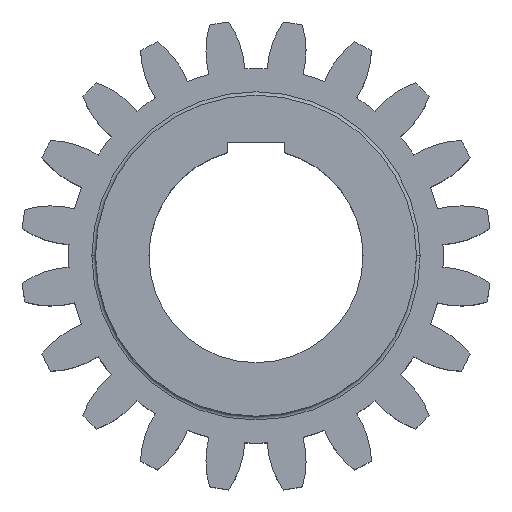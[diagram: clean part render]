
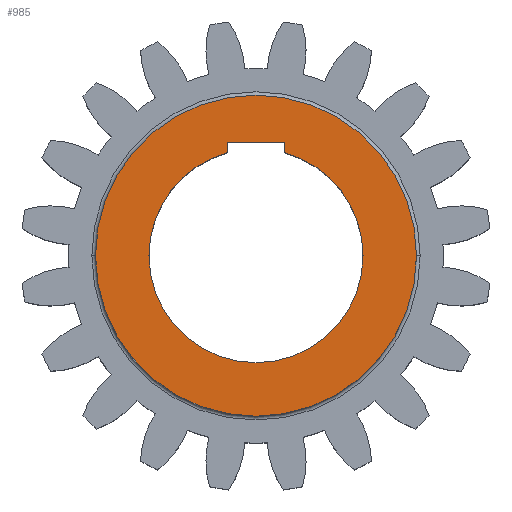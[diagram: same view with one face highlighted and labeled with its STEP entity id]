
A CAD part, top view. The second image highlights one B-rep face of the part: STEP entity #985.
In plain terms, the highlighted planar face has unit normal (0, 0, 1).
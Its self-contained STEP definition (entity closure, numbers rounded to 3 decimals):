
#18 = EDGE_CURVE ( 'NONE', #993, #3348, #1164, .T. ) ;
#54 = LINE ( 'NONE', #973, #1395 ) ;
#55 = FACE_OUTER_BOUND ( 'NONE', #1366, .T. ) ;
#134 = DIRECTION ( 'NONE',  ( 0., 0., -1. ) ) ;
#150 = LINE ( 'NONE', #1241, #662 ) ;
#174 = VECTOR ( 'NONE', #1004, 1000. ) ;
#191 = DIRECTION ( 'NONE',  ( -1., 0., 0. ) ) ;
#193 = EDGE_CURVE ( 'NONE', #3348, #226, #3287, .T. ) ;
#219 = CARTESIAN_POINT ( 'NONE',  ( -16., 63.7, 140. ) ) ;
#226 = VERTEX_POINT ( 'NONE', #1165 ) ;
#229 = ORIENTED_EDGE ( 'NONE', *, *, #3209, .T. ) ;
#248 = CARTESIAN_POINT ( 'NONE',  ( 16., 63.7, 140. ) ) ;
#294 = ORIENTED_EDGE ( 'NONE', *, *, #193, .T. ) ;
#353 = DIRECTION ( 'NONE',  ( -1., 0., 0. ) ) ;
#441 = LINE ( 'NONE', #219, #174 ) ;
#498 = AXIS2_PLACEMENT_3D ( 'NONE', #2920, #2422, #353 ) ;
#554 = CIRCLE ( 'NONE', #1738, 90. ) ;
#564 = DIRECTION ( 'NONE',  ( 0., 0., -1. ) ) ;
#574 = EDGE_CURVE ( 'NONE', #1430, #3087, #554, .T. ) ;
#662 = VECTOR ( 'NONE', #2004, 1000. ) ;
#757 = EDGE_LOOP ( 'NONE', ( #2468, #899, #294, #3095, #2355, #229 ) ) ;
#808 = CARTESIAN_POINT ( 'NONE',  ( 0., 90., 140. ) ) ;
#825 = CARTESIAN_POINT ( 'NONE',  ( 16., 57.827, 140. ) ) ;
#838 = DIRECTION ( 'NONE',  ( 0., 0., 1. ) ) ;
#899 = ORIENTED_EDGE ( 'NONE', *, *, #18, .T. ) ;
#973 = CARTESIAN_POINT ( 'NONE',  ( -16., 63.7, 140. ) ) ;
#974 = CARTESIAN_POINT ( 'NONE',  ( -16., 57.827, 140. ) ) ;
#985 = ADVANCED_FACE ( 'NONE', ( #3138, #55 ), #2891, .T. ) ;
#993 = VERTEX_POINT ( 'NONE', #825 ) ;
#1004 = DIRECTION ( 'NONE',  ( 1., 0., 0. ) ) ;
#1090 = CARTESIAN_POINT ( 'NONE',  ( 0., 0., 140. ) ) ;
#1142 = ORIENTED_EDGE ( 'NONE', *, *, #574, .F. ) ;
#1164 = CIRCLE ( 'NONE', #2189, 60. ) ;
#1165 = CARTESIAN_POINT ( 'NONE',  ( -60., 0., 140. ) ) ;
#1241 = CARTESIAN_POINT ( 'NONE',  ( 16., 63.7, 140. ) ) ;
#1255 = AXIS2_PLACEMENT_3D ( 'NONE', #808, #838, #1619 ) ;
#1366 = EDGE_LOOP ( 'NONE', ( #2573, #1142 ) ) ;
#1376 = DIRECTION ( 'NONE',  ( 0., 0., -1. ) ) ;
#1395 = VECTOR ( 'NONE', #1839, 1000. ) ;
#1430 = VERTEX_POINT ( 'NONE', #3185 ) ;
#1473 = CARTESIAN_POINT ( 'NONE',  ( 60., 0., 140. ) ) ;
#1525 = CARTESIAN_POINT ( 'NONE',  ( -16., 63.7, 140. ) ) ;
#1619 = DIRECTION ( 'NONE',  ( 1., 0., 0. ) ) ;
#1666 = EDGE_CURVE ( 'NONE', #2765, #2275, #54, .T. ) ;
#1673 = DIRECTION ( 'NONE',  ( -1., 0., 0. ) ) ;
#1732 = CIRCLE ( 'NONE', #2399, 90. ) ;
#1738 = AXIS2_PLACEMENT_3D ( 'NONE', #2158, #1376, #3136 ) ;
#1740 = CIRCLE ( 'NONE', #498, 60. ) ;
#1839 = DIRECTION ( 'NONE',  ( 0., 1., 0. ) ) ;
#1872 = EDGE_CURVE ( 'NONE', #226, #2765, #1740, .T. ) ;
#2004 = DIRECTION ( 'NONE',  ( 0., -1., 0. ) ) ;
#2116 = AXIS2_PLACEMENT_3D ( 'NONE', #2236, #3007, #1673 ) ;
#2153 = DIRECTION ( 'NONE',  ( -1., 0., 0. ) ) ;
#2158 = CARTESIAN_POINT ( 'NONE',  ( 0., 0., 140. ) ) ;
#2189 = AXIS2_PLACEMENT_3D ( 'NONE', #1090, #564, #2153 ) ;
#2236 = CARTESIAN_POINT ( 'NONE',  ( 0., 0., 140. ) ) ;
#2275 = VERTEX_POINT ( 'NONE', #1525 ) ;
#2355 = ORIENTED_EDGE ( 'NONE', *, *, #1666, .T. ) ;
#2379 = VERTEX_POINT ( 'NONE', #248 ) ;
#2399 = AXIS2_PLACEMENT_3D ( 'NONE', #3037, #134, #191 ) ;
#2413 = CARTESIAN_POINT ( 'NONE',  ( -90., 0., 140. ) ) ;
#2422 = DIRECTION ( 'NONE',  ( 0., 0., -1. ) ) ;
#2468 = ORIENTED_EDGE ( 'NONE', *, *, #3135, .T. ) ;
#2573 = ORIENTED_EDGE ( 'NONE', *, *, #2712, .F. ) ;
#2712 = EDGE_CURVE ( 'NONE', #3087, #1430, #1732, .T. ) ;
#2765 = VERTEX_POINT ( 'NONE', #974 ) ;
#2891 = PLANE ( 'NONE',  #1255 ) ;
#2920 = CARTESIAN_POINT ( 'NONE',  ( 0., 0., 140. ) ) ;
#3007 = DIRECTION ( 'NONE',  ( 0., 0., -1. ) ) ;
#3037 = CARTESIAN_POINT ( 'NONE',  ( 0., 0., 140. ) ) ;
#3087 = VERTEX_POINT ( 'NONE', #2413 ) ;
#3095 = ORIENTED_EDGE ( 'NONE', *, *, #1872, .T. ) ;
#3135 = EDGE_CURVE ( 'NONE', #2379, #993, #150, .T. ) ;
#3136 = DIRECTION ( 'NONE',  ( -1., 0., 0. ) ) ;
#3138 = FACE_BOUND ( 'NONE', #757, .T. ) ;
#3185 = CARTESIAN_POINT ( 'NONE',  ( 90., 0., 140. ) ) ;
#3209 = EDGE_CURVE ( 'NONE', #2275, #2379, #441, .T. ) ;
#3287 = CIRCLE ( 'NONE', #2116, 60. ) ;
#3348 = VERTEX_POINT ( 'NONE', #1473 ) ;
